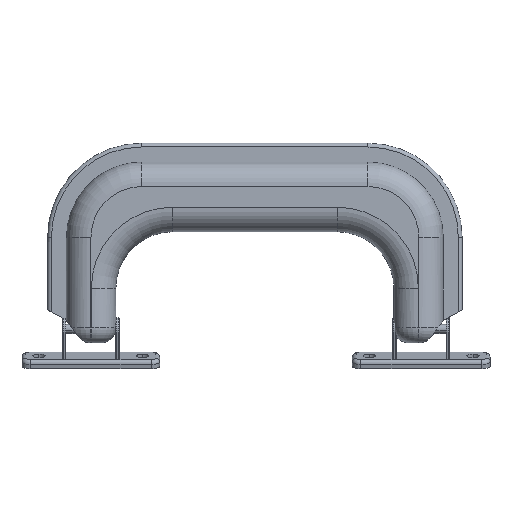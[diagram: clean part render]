
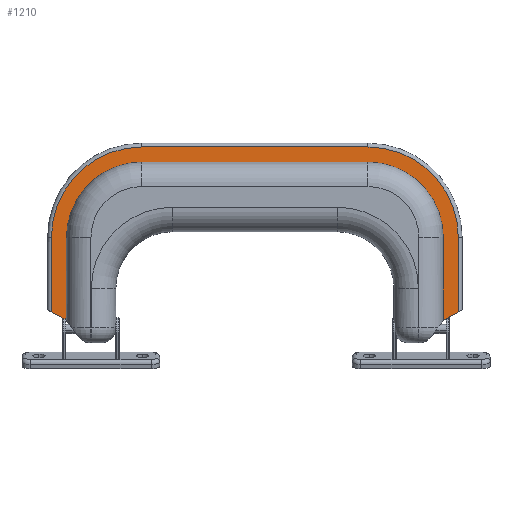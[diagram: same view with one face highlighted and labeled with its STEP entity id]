
A CAD part, top view. The second image highlights one B-rep face of the part: STEP entity #1210.
In plain terms, the highlighted planar face has unit normal (0, 0, 1).
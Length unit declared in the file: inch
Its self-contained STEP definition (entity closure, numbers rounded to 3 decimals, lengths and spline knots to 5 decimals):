
#14 = CARTESIAN_POINT ( 'NONE',  ( -2.7, 1.4, 0.0625 ) ) ;
#129 = CIRCLE ( 'NONE', #3757, 1.2 ) ;
#191 = LINE ( 'NONE', #3137, #2517 ) ;
#256 = EDGE_CURVE ( 'NONE', #3467, #1040, #4063, .T. ) ;
#318 = CARTESIAN_POINT ( 'NONE',  ( -2.7, 0.412, 0.0625 ) ) ;
#376 = CARTESIAN_POINT ( 'NONE',  ( -1.5, 1.4, 0.0625 ) ) ;
#395 = VECTOR ( 'NONE', #1513, 39.37008 ) ;
#416 = EDGE_CURVE ( 'NONE', #1551, #2585, #191, .T. ) ;
#429 = LINE ( 'NONE', #1408, #2852 ) ;
#454 = EDGE_CURVE ( 'NONE', #3871, #1890, #1582, .T. ) ;
#496 = ORIENTED_EDGE ( 'NONE', *, *, #1357, .T. ) ;
#518 = DIRECTION ( 'NONE',  ( 0., 0., 1. ) ) ;
#635 = CARTESIAN_POINT ( 'NONE',  ( -1.5, 2.4, 0.0625 ) ) ;
#658 = DIRECTION ( 'NONE',  ( 1., 0., 0. ) ) ;
#661 = VERTEX_POINT ( 'NONE', #2674 ) ;
#759 = EDGE_CURVE ( 'NONE', #1040, #1354, #3108, .T. ) ;
#781 = VECTOR ( 'NONE', #2531, 39.37008 ) ;
#865 = VERTEX_POINT ( 'NONE', #3309 ) ;
#870 = VERTEX_POINT ( 'NONE', #972 ) ;
#943 = CARTESIAN_POINT ( 'NONE',  ( 2.20767, 0.1363, 0.0625 ) ) ;
#972 = CARTESIAN_POINT ( 'NONE',  ( 2.5, 0.3, 0.0625 ) ) ;
#1040 = VERTEX_POINT ( 'NONE', #14 ) ;
#1067 = PLANE ( 'NONE',  #3177 ) ;
#1078 = DIRECTION ( 'NONE',  ( 1., 0., 0. ) ) ;
#1081 = DIRECTION ( 'NONE',  ( -0.873, 0.489, 0. ) ) ;
#1115 = ORIENTED_EDGE ( 'NONE', *, *, #256, .T. ) ;
#1210 = ADVANCED_FACE ( 'NONE', ( #2863 ), #1067, .T. ) ;
#1229 = DIRECTION ( 'NONE',  ( 0., 0., 1. ) ) ;
#1327 = ORIENTED_EDGE ( 'NONE', *, *, #4035, .T. ) ;
#1328 = CARTESIAN_POINT ( 'NONE',  ( 2.5, 1.4, 0.0625 ) ) ;
#1354 = VERTEX_POINT ( 'NONE', #318 ) ;
#1357 = EDGE_CURVE ( 'NONE', #2754, #865, #3738, .T. ) ;
#1389 = DIRECTION ( 'NONE',  ( 0., 1., 0. ) ) ;
#1397 = EDGE_LOOP ( 'NONE', ( #2628, #496, #1327, #1711, #1115, #3703, #2625, #3573, #3050, #1532, #3241, #3617 ) ) ;
#1408 = CARTESIAN_POINT ( 'NONE',  ( 0.07613, -1.14263, 0.0625 ) ) ;
#1482 = EDGE_CURVE ( 'NONE', #2468, #3871, #3346, .T. ) ;
#1513 = DIRECTION ( 'NONE',  ( 0., -1., 0. ) ) ;
#1532 = ORIENTED_EDGE ( 'NONE', *, *, #1482, .T. ) ;
#1551 = VERTEX_POINT ( 'NONE', #3242 ) ;
#1576 = EDGE_CURVE ( 'NONE', #661, #3467, #3888, .T. ) ;
#1582 = CIRCLE ( 'NONE', #3404, 1. ) ;
#1608 = CARTESIAN_POINT ( 'NONE',  ( -2.7, 0.44, 0.0625 ) ) ;
#1691 = DIRECTION ( 'NONE',  ( 1., 0., 0. ) ) ;
#1711 = ORIENTED_EDGE ( 'NONE', *, *, #1576, .T. ) ;
#1720 = CIRCLE ( 'NONE', #1957, 1. ) ;
#1761 = EDGE_CURVE ( 'NONE', #2585, #2468, #1720, .T. ) ;
#1764 = CARTESIAN_POINT ( 'NONE',  ( -1.5, 1.4, 0.0625 ) ) ;
#1890 = VERTEX_POINT ( 'NONE', #1328 ) ;
#1957 = AXIS2_PLACEMENT_3D ( 'NONE', #1764, #3968, #2570 ) ;
#2058 = DIRECTION ( 'NONE',  ( -1., 0., 0. ) ) ;
#2101 = DIRECTION ( 'NONE',  ( 1., 0., 0. ) ) ;
#2103 = LINE ( 'NONE', #3382, #395 ) ;
#2167 = CARTESIAN_POINT ( 'NONE',  ( 2.7, 1.4, 0.0625 ) ) ;
#2168 = DIRECTION ( 'NONE',  ( 0., 1., 0. ) ) ;
#2358 = VECTOR ( 'NONE', #2409, 39.37008 ) ;
#2403 = CARTESIAN_POINT ( 'NONE',  ( 1.5, 1.4, 0.0625 ) ) ;
#2409 = DIRECTION ( 'NONE',  ( 0., -1., 0. ) ) ;
#2468 = VERTEX_POINT ( 'NONE', #635 ) ;
#2506 = VECTOR ( 'NONE', #1078, 39.37008 ) ;
#2517 = VECTOR ( 'NONE', #2168, 39.37008 ) ;
#2531 = DIRECTION ( 'NONE',  ( -0.873, -0.489, 0. ) ) ;
#2570 = DIRECTION ( 'NONE',  ( 1., 0., 0. ) ) ;
#2585 = VERTEX_POINT ( 'NONE', #3170 ) ;
#2625 = ORIENTED_EDGE ( 'NONE', *, *, #3948, .F. ) ;
#2628 = ORIENTED_EDGE ( 'NONE', *, *, #3173, .F. ) ;
#2674 = CARTESIAN_POINT ( 'NONE',  ( 1.5, 2.6, 0.0625 ) ) ;
#2735 = DIRECTION ( 'NONE',  ( 1., 0., 0. ) ) ;
#2741 = EDGE_CURVE ( 'NONE', #1890, #870, #2103, .T. ) ;
#2750 = CARTESIAN_POINT ( 'NONE',  ( 1.5, 1.4, 0.0625 ) ) ;
#2754 = VERTEX_POINT ( 'NONE', #4073 ) ;
#2852 = VECTOR ( 'NONE', #1081, 39.37008 ) ;
#2863 = FACE_OUTER_BOUND ( 'NONE', #1397, .T. ) ;
#2907 = CARTESIAN_POINT ( 'NONE',  ( 1.5, 1.4, 0.0625 ) ) ;
#2921 = VECTOR ( 'NONE', #1389, 39.37008 ) ;
#2926 = DIRECTION ( 'NONE',  ( 0., 0., 1. ) ) ;
#3050 = ORIENTED_EDGE ( 'NONE', *, *, #1761, .T. ) ;
#3051 = VECTOR ( 'NONE', #2058, 39.37008 ) ;
#3060 = AXIS2_PLACEMENT_3D ( 'NONE', #376, #2926, #1691 ) ;
#3108 = LINE ( 'NONE', #1608, #2358 ) ;
#3137 = CARTESIAN_POINT ( 'NONE',  ( -2.5, 0., 0.0625 ) ) ;
#3170 = CARTESIAN_POINT ( 'NONE',  ( -2.5, 1.4, 0.0625 ) ) ;
#3173 = EDGE_CURVE ( 'NONE', #2754, #870, #3304, .T. ) ;
#3177 = AXIS2_PLACEMENT_3D ( 'NONE', #2750, #1229, #2101 ) ;
#3241 = ORIENTED_EDGE ( 'NONE', *, *, #454, .T. ) ;
#3242 = CARTESIAN_POINT ( 'NONE',  ( -2.5, 0.3, 0.0625 ) ) ;
#3304 = LINE ( 'NONE', #943, #781 ) ;
#3309 = CARTESIAN_POINT ( 'NONE',  ( 2.7, 1.4, 0.0625 ) ) ;
#3346 = LINE ( 'NONE', #3493, #2506 ) ;
#3382 = CARTESIAN_POINT ( 'NONE',  ( 2.5, 0., 0.0625 ) ) ;
#3404 = AXIS2_PLACEMENT_3D ( 'NONE', #2907, #3695, #658 ) ;
#3467 = VERTEX_POINT ( 'NONE', #3931 ) ;
#3493 = CARTESIAN_POINT ( 'NONE',  ( -1.5, 2.4, 0.0625 ) ) ;
#3573 = ORIENTED_EDGE ( 'NONE', *, *, #416, .T. ) ;
#3581 = CARTESIAN_POINT ( 'NONE',  ( -1.5, 2.6, 0.0625 ) ) ;
#3617 = ORIENTED_EDGE ( 'NONE', *, *, #2741, .T. ) ;
#3695 = DIRECTION ( 'NONE',  ( 0., 0., -1. ) ) ;
#3703 = ORIENTED_EDGE ( 'NONE', *, *, #759, .T. ) ;
#3738 = LINE ( 'NONE', #2167, #2921 ) ;
#3757 = AXIS2_PLACEMENT_3D ( 'NONE', #2403, #518, #2735 ) ;
#3866 = CARTESIAN_POINT ( 'NONE',  ( 1.5, 2.4, 0.0625 ) ) ;
#3871 = VERTEX_POINT ( 'NONE', #3866 ) ;
#3888 = LINE ( 'NONE', #3581, #3051 ) ;
#3931 = CARTESIAN_POINT ( 'NONE',  ( -1.5, 2.6, 0.0625 ) ) ;
#3948 = EDGE_CURVE ( 'NONE', #1551, #1354, #429, .T. ) ;
#3968 = DIRECTION ( 'NONE',  ( 0., 0., -1. ) ) ;
#4035 = EDGE_CURVE ( 'NONE', #865, #661, #129, .T. ) ;
#4063 = CIRCLE ( 'NONE', #3060, 1.2 ) ;
#4073 = CARTESIAN_POINT ( 'NONE',  ( 2.7, 0.412, 0.0625 ) ) ;
